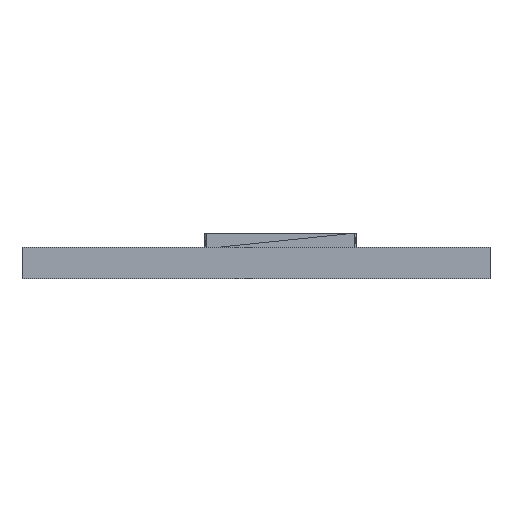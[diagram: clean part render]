
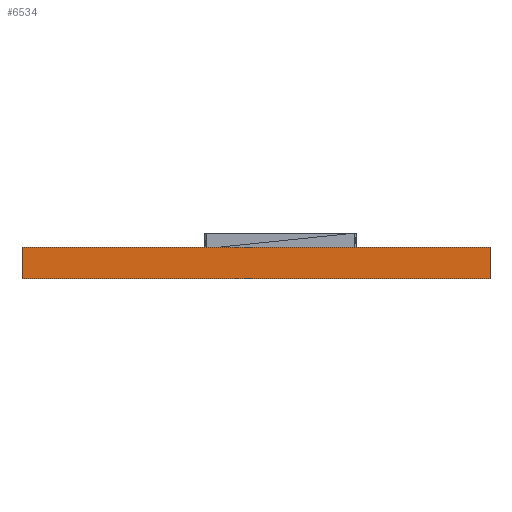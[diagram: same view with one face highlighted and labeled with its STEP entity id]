
A CAD part, left-side view. The second image highlights one B-rep face of the part: STEP entity #6534.
In plain terms, the highlighted planar face has unit normal (-1, 0, 0).
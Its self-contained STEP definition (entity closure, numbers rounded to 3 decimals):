
#40=FACE_OUTER_BOUND('',#279,.T.);
#279=EDGE_LOOP('',(#4428,#4429,#4430,#4431));
#529=LINE('',#8562,#1533);
#614=LINE('',#8726,#1618);
#615=LINE('',#8729,#1619);
#616=LINE('',#8730,#1620);
#1533=VECTOR('',#7058,10.);
#1618=VECTOR('',#7167,10.);
#1619=VECTOR('',#7170,10.);
#1620=VECTOR('',#7171,10.);
#2531=VERTEX_POINT('',#8559);
#2532=VERTEX_POINT('',#8561);
#2599=VERTEX_POINT('',#8724);
#2600=VERTEX_POINT('',#8728);
#3293=EDGE_CURVE('',#2531,#2532,#529,.T.);
#3378=EDGE_CURVE('',#2599,#2531,#614,.T.);
#3379=EDGE_CURVE('',#2600,#2599,#615,.T.);
#3380=EDGE_CURVE('',#2600,#2532,#616,.T.);
#4428=ORIENTED_EDGE('',*,*,#3378,.F.);
#4429=ORIENTED_EDGE('',*,*,#3379,.F.);
#4430=ORIENTED_EDGE('',*,*,#3380,.T.);
#4431=ORIENTED_EDGE('',*,*,#3293,.F.);
#6295=PLANE('',#6788);
#6534=ADVANCED_FACE('',(#40),#6295,.T.);
#6788=AXIS2_PLACEMENT_3D('',#8727,#7168,#7169);
#7058=DIRECTION('',(0.,1.,0.));
#7167=DIRECTION('',(0.,0.,-1.));
#7168=DIRECTION('center_axis',(-1.,0.,0.));
#7169=DIRECTION('ref_axis',(0.,-1.,0.));
#7170=DIRECTION('',(0.,-1.,0.));
#7171=DIRECTION('',(0.,0.,-1.));
#8559=CARTESIAN_POINT('',(-145.766,-175.85,-19.472));
#8561=CARTESIAN_POINT('',(-145.766,224.15,-19.472));
#8562=CARTESIAN_POINT('',(-145.766,224.15,-19.472));
#8724=CARTESIAN_POINT('',(-145.766,-175.85,7.528));
#8726=CARTESIAN_POINT('',(-145.766,-175.85,0.528));
#8727=CARTESIAN_POINT('Origin',(-145.766,224.15,0.528));
#8728=CARTESIAN_POINT('',(-145.766,224.15,7.528));
#8729=CARTESIAN_POINT('',(-145.766,224.15,7.528));
#8730=CARTESIAN_POINT('',(-145.766,224.15,0.528));
